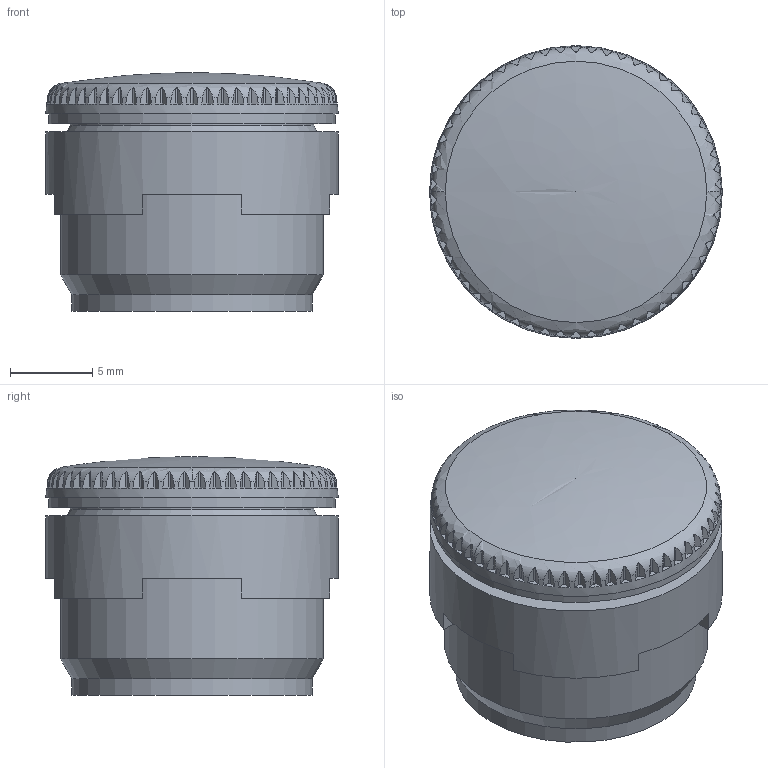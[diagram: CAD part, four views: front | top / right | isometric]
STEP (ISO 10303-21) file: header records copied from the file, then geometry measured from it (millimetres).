
FILE_DESCRIPTION (( 'STEP AP214' ), '1' );
FILE_NAME ('123_AL-BM6.STEP', '2022-01-04T01:18:16', ( '' ), ( '' ), 'SwSTEP 2.0', 'SolidWorks 2019', '' );
FILE_SCHEMA (( 'AUTOMOTIVE_DESIGN' ));
Length unit declared in the file: millimetre
Products named in the file (3): AL-BM6-BODY; 123_AL-BM6; 16-LOCK-NUT
Assembly tree (2 placements, depth 2):
  123_AL-BM6
    AL-BM6-BODY
    16-LOCK-NUT
Bounding box: 17.8 x 17.8 x 14.5 mm (x, y, z)
Volume: 3078.1 mm3; surface area: 1774.8 mm2
Topology: 2 solids, 2 shells, 264 faces, 784 edges, 520 vertices
Faces by surface type: plane 194, cylinder 64, cone 3, bspline 3
Full cylindrical faces by diameter (mm): 14.6 x1, 14.8 x1, 16 x2, 17.4 x1, 17.8 x1
Entity records: 10194 total; most frequent: CARTESIAN_POINT 3501, ORIENTED_EDGE 1530, DIRECTION 1206, EDGE_CURVE 765, VERTEX_POINT 515, AXIS2_PLACEMENT_3D 471, B_SPLINE_CURVE_WITH_KNOTS 294, EDGE_LOOP 276
